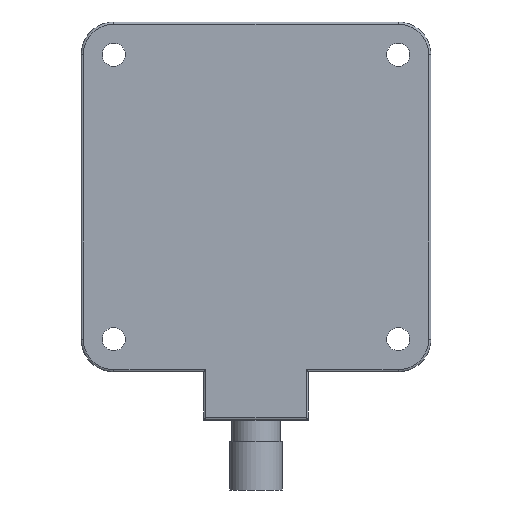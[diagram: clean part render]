
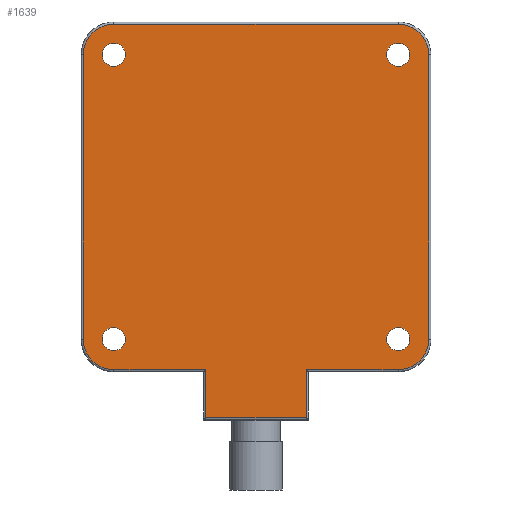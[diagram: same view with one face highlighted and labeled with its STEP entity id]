
A CAD part, front view. The second image highlights one B-rep face of the part: STEP entity #1639.
In plain terms, the highlighted planar face has unit normal (0, -1, 0).
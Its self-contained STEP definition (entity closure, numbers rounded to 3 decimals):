
#420=CARTESIAN_POINT('',(-32.5,-20.,-32.5));
#421=DIRECTION('',(0.,1.,0.));
#422=DIRECTION('',(0.,0.,-1.));
#423=AXIS2_PLACEMENT_3D('',#420,#421,#422);
#428=CARTESIAN_POINT('',(-32.5,-20.,32.5));
#429=DIRECTION('',(0.,1.,0.));
#430=DIRECTION('',(-1.,0.,0.));
#431=AXIS2_PLACEMENT_3D('',#428,#429,#430);
#436=CARTESIAN_POINT('',(32.5,-20.,32.5));
#437=DIRECTION('',(0.,1.,0.));
#438=DIRECTION('',(0.,0.,1.));
#439=AXIS2_PLACEMENT_3D('',#436,#437,#438);
#444=CARTESIAN_POINT('',(32.5,-20.,-32.5));
#445=DIRECTION('',(0.,1.,0.));
#446=DIRECTION('',(1.,0.,0.));
#447=AXIS2_PLACEMENT_3D('',#444,#445,#446);
#452=CARTESIAN_POINT('',(32.5,-20.,32.5));
#453=DIRECTION('',(0.,-1.,0.));
#454=DIRECTION('',(-1.,0.,0.));
#455=AXIS2_PLACEMENT_3D('',#452,#453,#454);
#460=CARTESIAN_POINT('',(32.5,-20.,32.5));
#461=DIRECTION('',(0.,-1.,0.));
#462=DIRECTION('',(1.,0.,0.));
#463=AXIS2_PLACEMENT_3D('',#460,#461,#462);
#468=CARTESIAN_POINT('',(32.5,-20.,-32.5));
#469=DIRECTION('',(0.,-1.,0.));
#470=DIRECTION('',(0.,0.,1.));
#471=AXIS2_PLACEMENT_3D('',#468,#469,#470);
#476=CARTESIAN_POINT('',(32.5,-20.,-32.5));
#477=DIRECTION('',(0.,-1.,0.));
#478=DIRECTION('',(0.,0.,-1.));
#479=AXIS2_PLACEMENT_3D('',#476,#477,#478);
#484=CARTESIAN_POINT('',(-32.5,-20.,-32.5));
#485=DIRECTION('',(0.,-1.,0.));
#486=DIRECTION('',(1.,0.,0.));
#487=AXIS2_PLACEMENT_3D('',#484,#485,#486);
#492=CARTESIAN_POINT('',(-32.5,-20.,-32.5));
#493=DIRECTION('',(0.,-1.,0.));
#494=DIRECTION('',(-1.,0.,0.));
#495=AXIS2_PLACEMENT_3D('',#492,#493,#494);
#500=CARTESIAN_POINT('',(-32.5,-20.,32.5));
#501=DIRECTION('',(0.,-1.,0.));
#502=DIRECTION('',(0.,0.,-1.));
#503=AXIS2_PLACEMENT_3D('',#500,#501,#502);
#508=CARTESIAN_POINT('',(-32.5,-20.,32.5));
#509=DIRECTION('',(0.,-1.,0.));
#510=DIRECTION('',(0.,0.,1.));
#511=AXIS2_PLACEMENT_3D('',#508,#509,#510);
#535=DIRECTION('',(0.,0.,-1.));
#536=VECTOR('',#535,11.);
#537=CARTESIAN_POINT('',(-11.5,-20.,-39.5));
#538=LINE('',#537,#536);
#599=DIRECTION('',(1.,0.,0.));
#600=VECTOR('',#599,23.);
#601=CARTESIAN_POINT('',(-11.5,-20.,-50.5));
#602=LINE('',#601,#600);
#625=DIRECTION('',(0.,0.,1.));
#626=VECTOR('',#625,11.);
#627=CARTESIAN_POINT('',(11.5,-20.,-50.5));
#628=LINE('',#627,#626);
#651=DIRECTION('',(1.,0.,0.));
#652=VECTOR('',#651,21.);
#653=CARTESIAN_POINT('',(11.5,-20.,-39.5));
#654=LINE('',#653,#652);
#689=DIRECTION('',(0.,0.,1.));
#690=VECTOR('',#689,65.);
#691=CARTESIAN_POINT('',(39.5,-20.,-32.5));
#692=LINE('',#691,#690);
#800=DIRECTION('',(1.,0.,0.));
#801=VECTOR('',#800,21.);
#802=CARTESIAN_POINT('',(-32.5,-20.,-39.5));
#803=LINE('',#802,#801);
#831=DIRECTION('',(0.,0.,-1.));
#832=VECTOR('',#831,65.);
#833=CARTESIAN_POINT('',(-39.5,-20.,32.5));
#834=LINE('',#833,#832);
#869=DIRECTION('',(-1.,0.,0.));
#870=VECTOR('',#869,65.);
#871=CARTESIAN_POINT('',(32.5,-20.,39.5));
#872=LINE('',#871,#870);
#1143=CARTESIAN_POINT('',(29.85,-20.,32.5));
#1144=CARTESIAN_POINT('',(35.15,-20.,32.5));
#1145=VERTEX_POINT('',#1143);
#1146=VERTEX_POINT('',#1144);
#1147=CARTESIAN_POINT('',(-11.5,-20.,-39.5));
#1148=CARTESIAN_POINT('',(-11.5,-20.,-50.5));
#1149=VERTEX_POINT('',#1147);
#1150=VERTEX_POINT('',#1148);
#1151=CARTESIAN_POINT('',(-32.5,-20.,-39.5));
#1152=VERTEX_POINT('',#1151);
#1153=CARTESIAN_POINT('',(-39.5,-20.,-32.5));
#1154=VERTEX_POINT('',#1153);
#1155=CARTESIAN_POINT('',(-39.5,-20.,32.5));
#1156=VERTEX_POINT('',#1155);
#1157=CARTESIAN_POINT('',(-32.5,-20.,39.5));
#1158=VERTEX_POINT('',#1157);
#1159=CARTESIAN_POINT('',(32.5,-20.,39.5));
#1160=VERTEX_POINT('',#1159);
#1161=CARTESIAN_POINT('',(39.5,-20.,32.5));
#1162=VERTEX_POINT('',#1161);
#1163=CARTESIAN_POINT('',(39.5,-20.,-32.5));
#1164=VERTEX_POINT('',#1163);
#1165=CARTESIAN_POINT('',(32.5,-20.,-39.5));
#1166=VERTEX_POINT('',#1165);
#1167=CARTESIAN_POINT('',(11.5,-20.,-39.5));
#1168=VERTEX_POINT('',#1167);
#1169=CARTESIAN_POINT('',(11.5,-20.,-50.5));
#1170=VERTEX_POINT('',#1169);
#1171=CARTESIAN_POINT('',(32.5,-20.,-29.85));
#1172=CARTESIAN_POINT('',(32.5,-20.,-35.15));
#1173=VERTEX_POINT('',#1171);
#1174=VERTEX_POINT('',#1172);
#1175=CARTESIAN_POINT('',(-29.85,-20.,-32.5));
#1176=CARTESIAN_POINT('',(-35.15,-20.,-32.5));
#1177=VERTEX_POINT('',#1175);
#1178=VERTEX_POINT('',#1176);
#1179=CARTESIAN_POINT('',(-32.5,-20.,29.85));
#1180=CARTESIAN_POINT('',(-32.5,-20.,35.15));
#1181=VERTEX_POINT('',#1179);
#1182=VERTEX_POINT('',#1180);
#1585=CARTESIAN_POINT('',(0.,-20.,0.));
#1586=DIRECTION('',(0.,-1.,0.));
#1587=DIRECTION('',(-1.,0.,0.));
#1588=AXIS2_PLACEMENT_3D('',#1585,#1586,#1587);
#1589=PLANE('',#1588);
#1591=ORIENTED_EDGE('',*,*,#1590,.F.);
#1593=ORIENTED_EDGE('',*,*,#1592,.F.);
#1595=ORIENTED_EDGE('',*,*,#1594,.T.);
#1597=ORIENTED_EDGE('',*,*,#1596,.F.);
#1599=ORIENTED_EDGE('',*,*,#1598,.T.);
#1601=ORIENTED_EDGE('',*,*,#1600,.F.);
#1602=ORIENTED_EDGE('',*,*,#1575,.T.);
#1604=ORIENTED_EDGE('',*,*,#1603,.F.);
#1606=ORIENTED_EDGE('',*,*,#1605,.T.);
#1608=ORIENTED_EDGE('',*,*,#1607,.F.);
#1610=ORIENTED_EDGE('',*,*,#1609,.F.);
#1612=ORIENTED_EDGE('',*,*,#1611,.F.);
#1613=EDGE_LOOP('',(#1591,#1593,#1595,#1597,#1599,#1601,#1602,#1604,#1606,#1608,
#1610,#1612));
#1614=FACE_OUTER_BOUND('',#1613,.F.);
#1616=ORIENTED_EDGE('',*,*,#1615,.T.);
#1618=ORIENTED_EDGE('',*,*,#1617,.T.);
#1619=EDGE_LOOP('',(#1616,#1618));
#1620=FACE_BOUND('',#1619,.F.);
#1622=ORIENTED_EDGE('',*,*,#1621,.T.);
#1624=ORIENTED_EDGE('',*,*,#1623,.T.);
#1625=EDGE_LOOP('',(#1622,#1624));
#1626=FACE_BOUND('',#1625,.F.);
#1628=ORIENTED_EDGE('',*,*,#1627,.T.);
#1630=ORIENTED_EDGE('',*,*,#1629,.T.);
#1631=EDGE_LOOP('',(#1628,#1630));
#1632=FACE_BOUND('',#1631,.F.);
#1634=ORIENTED_EDGE('',*,*,#1633,.T.);
#1636=ORIENTED_EDGE('',*,*,#1635,.T.);
#1637=EDGE_LOOP('',(#1634,#1636));
#1638=FACE_BOUND('',#1637,.F.);
#1639=ADVANCED_FACE('',(#1614,#1620,#1626,#1632,#1638),#1589,.T.);
#424=CIRCLE('',#423,7.);
#432=CIRCLE('',#431,7.);
#440=CIRCLE('',#439,7.);
#448=CIRCLE('',#447,7.);
#456=CIRCLE('',#455,2.65);
#464=CIRCLE('',#463,2.65);
#472=CIRCLE('',#471,2.65);
#480=CIRCLE('',#479,2.65);
#488=CIRCLE('',#487,2.65);
#496=CIRCLE('',#495,2.65);
#504=CIRCLE('',#503,2.65);
#512=CIRCLE('',#511,2.65);
#1575=EDGE_CURVE('',#1160,#1162,#440,.T.);
#1590=EDGE_CURVE('',#1149,#1150,#538,.T.);
#1592=EDGE_CURVE('',#1152,#1149,#803,.T.);
#1594=EDGE_CURVE('',#1152,#1154,#424,.T.);
#1596=EDGE_CURVE('',#1156,#1154,#834,.T.);
#1598=EDGE_CURVE('',#1156,#1158,#432,.T.);
#1600=EDGE_CURVE('',#1160,#1158,#872,.T.);
#1603=EDGE_CURVE('',#1164,#1162,#692,.T.);
#1605=EDGE_CURVE('',#1164,#1166,#448,.T.);
#1607=EDGE_CURVE('',#1168,#1166,#654,.T.);
#1609=EDGE_CURVE('',#1170,#1168,#628,.T.);
#1611=EDGE_CURVE('',#1150,#1170,#602,.T.);
#1615=EDGE_CURVE('',#1145,#1146,#456,.T.);
#1617=EDGE_CURVE('',#1146,#1145,#464,.T.);
#1621=EDGE_CURVE('',#1173,#1174,#472,.T.);
#1623=EDGE_CURVE('',#1174,#1173,#480,.T.);
#1627=EDGE_CURVE('',#1177,#1178,#488,.T.);
#1629=EDGE_CURVE('',#1178,#1177,#496,.T.);
#1633=EDGE_CURVE('',#1181,#1182,#504,.T.);
#1635=EDGE_CURVE('',#1182,#1181,#512,.T.);
